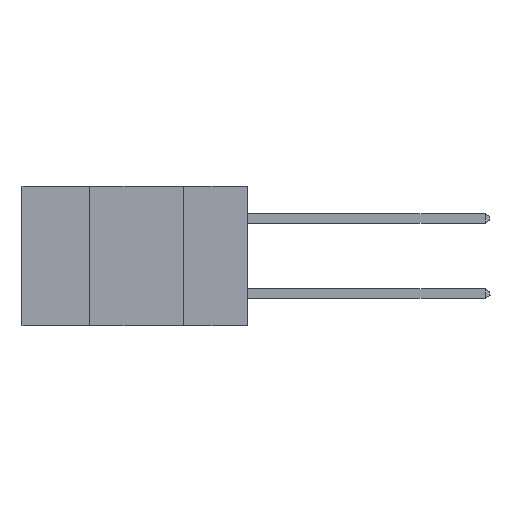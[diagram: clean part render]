
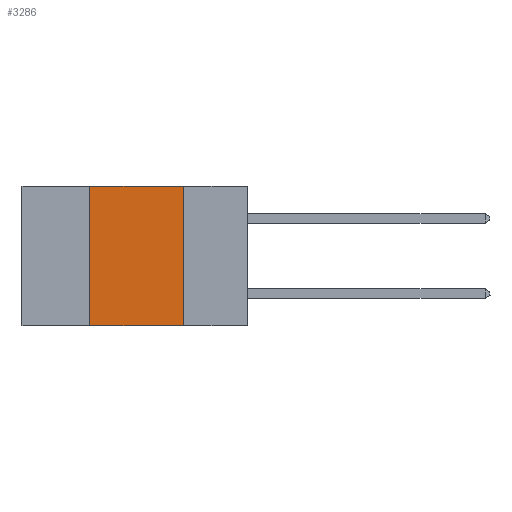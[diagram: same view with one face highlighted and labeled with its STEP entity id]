
A CAD part, left-side view. The second image highlights one B-rep face of the part: STEP entity #3286.
In plain terms, the highlighted planar face has unit normal (-1, 0, 0).
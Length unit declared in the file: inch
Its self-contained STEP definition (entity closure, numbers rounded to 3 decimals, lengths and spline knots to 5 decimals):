
#20 = FACE_OUTER_BOUND ( 'NONE', #7720, .T. ) ;
#577 = VERTEX_POINT ( 'NONE', #9309 ) ;
#996 = CARTESIAN_POINT ( 'NONE',  ( 0., 0.42, 0. ) ) ;
#1296 = VERTEX_POINT ( 'NONE', #1486 ) ;
#1486 = CARTESIAN_POINT ( 'NONE',  ( 0., 0.17, -0.37 ) ) ;
#1882 = VECTOR ( 'NONE', #12355, 39.37008 ) ;
#3259 = DIRECTION ( 'NONE',  ( 0., 0., -1. ) ) ;
#3286 = ADVANCED_FACE ( 'NONE', ( #20 ), #15250, .F. ) ;
#3351 = CARTESIAN_POINT ( 'NONE',  ( 0., 0.17, 0. ) ) ;
#3897 = ORIENTED_EDGE ( 'NONE', *, *, #22845, .F. ) ;
#3909 = VERTEX_POINT ( 'NONE', #5537 ) ;
#4932 = DIRECTION ( 'NONE',  ( 0., 0., 1. ) ) ;
#5537 = CARTESIAN_POINT ( 'NONE',  ( 0., 0.42, 0. ) ) ;
#6531 = LINE ( 'NONE', #16239, #1882 ) ;
#7030 = VECTOR ( 'NONE', #4932, 39.37008 ) ;
#7062 = ORIENTED_EDGE ( 'NONE', *, *, #20801, .F. ) ;
#7720 = EDGE_LOOP ( 'NONE', ( #3897, #20828, #7062, #20399 ) ) ;
#8021 = EDGE_CURVE ( 'NONE', #3909, #577, #25581, .T. ) ;
#8848 = DIRECTION ( 'NONE',  ( 0., 0., -1. ) ) ;
#9309 = CARTESIAN_POINT ( 'NONE',  ( 0., 0.17, 0. ) ) ;
#9480 = EDGE_CURVE ( 'NONE', #21235, #1296, #6531, .T. ) ;
#10738 = CARTESIAN_POINT ( 'NONE',  ( 0., 0.6, 0. ) ) ;
#11316 = AXIS2_PLACEMENT_3D ( 'NONE', #10738, #21266, #8848 ) ;
#11524 = CARTESIAN_POINT ( 'NONE',  ( 0., 0.6, 0. ) ) ;
#11843 = LINE ( 'NONE', #3351, #14017 ) ;
#12355 = DIRECTION ( 'NONE',  ( 0., -1., 0. ) ) ;
#12932 = LINE ( 'NONE', #996, #7030 ) ;
#13531 = DIRECTION ( 'NONE',  ( 0., -1., 0. ) ) ;
#14017 = VECTOR ( 'NONE', #3259, 39.37008 ) ;
#15250 = PLANE ( 'NONE',  #11316 ) ;
#15716 = VECTOR ( 'NONE', #13531, 39.37008 ) ;
#16239 = CARTESIAN_POINT ( 'NONE',  ( 0., 0.6, -0.37 ) ) ;
#20399 = ORIENTED_EDGE ( 'NONE', *, *, #9480, .T. ) ;
#20801 = EDGE_CURVE ( 'NONE', #21235, #3909, #12932, .T. ) ;
#20828 = ORIENTED_EDGE ( 'NONE', *, *, #8021, .F. ) ;
#21235 = VERTEX_POINT ( 'NONE', #21417 ) ;
#21266 = DIRECTION ( 'NONE',  ( 1., 0., 0. ) ) ;
#21417 = CARTESIAN_POINT ( 'NONE',  ( 0., 0.42, -0.37 ) ) ;
#22845 = EDGE_CURVE ( 'NONE', #577, #1296, #11843, .T. ) ;
#25581 = LINE ( 'NONE', #11524, #15716 ) ;
